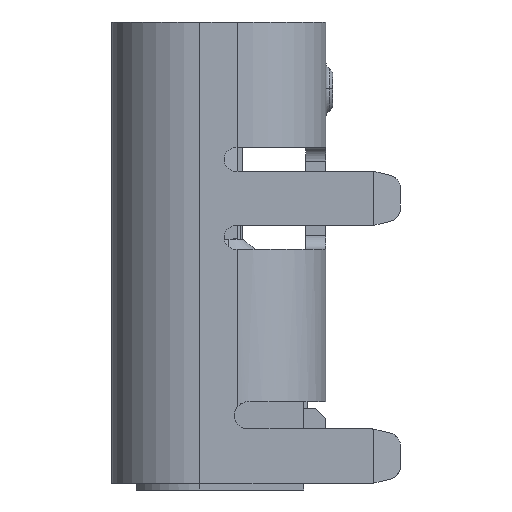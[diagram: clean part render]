
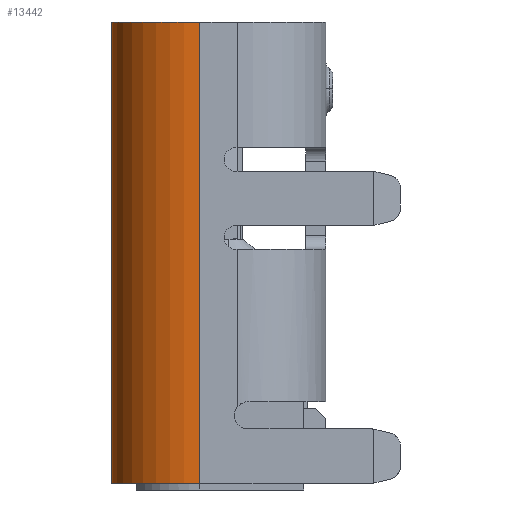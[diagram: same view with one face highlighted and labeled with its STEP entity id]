
A CAD part, left-side view. The second image highlights one B-rep face of the part: STEP entity #13442.
In plain terms, the highlighted cylindrical face has radius 1.3 mm (diameter 2.6 mm), a partial arc.
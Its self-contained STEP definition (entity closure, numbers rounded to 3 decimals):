
#343 = DIRECTION ( 'NONE',  ( 0., 1., 0. ) ) ;
#963 = CARTESIAN_POINT ( 'NONE',  ( -3.17, 0.28, 0. ) ) ;
#3230 = CARTESIAN_POINT ( 'NONE',  ( -3.17, 0.28, -6.8 ) ) ;
#4487 = AXIS2_PLACEMENT_3D ( 'NONE', #963, #14391, #7846 ) ;
#4515 = CARTESIAN_POINT ( 'NONE',  ( -3.17, 1.58, 0. ) ) ;
#6004 = LINE ( 'NONE', #26556, #22241 ) ;
#6660 = ORIENTED_EDGE ( 'NONE', *, *, #23025, .T. ) ;
#7846 = DIRECTION ( 'NONE',  ( -1., 0., 0. ) ) ;
#7878 = CIRCLE ( 'NONE', #9857, 1.3 ) ;
#7950 = ORIENTED_EDGE ( 'NONE', *, *, #21199, .F. ) ;
#8092 = VERTEX_POINT ( 'NONE', #13668 ) ;
#9012 = CYLINDRICAL_SURFACE ( 'NONE', #21193, 1.3 ) ;
#9305 = DIRECTION ( 'NONE',  ( -1., 0., 0. ) ) ;
#9549 = VERTEX_POINT ( 'NONE', #26548 ) ;
#9857 = AXIS2_PLACEMENT_3D ( 'NONE', #3230, #14355, #343 ) ;
#11523 = ORIENTED_EDGE ( 'NONE', *, *, #22689, .T. ) ;
#11727 = VERTEX_POINT ( 'NONE', #4515 ) ;
#13442 = ADVANCED_FACE ( 'NONE', ( #16454 ), #9012, .T. ) ;
#13668 = CARTESIAN_POINT ( 'NONE',  ( -4.47, 0.28, 0. ) ) ;
#13681 = CARTESIAN_POINT ( 'NONE',  ( -4.47, 0.28, 0. ) ) ;
#14355 = DIRECTION ( 'NONE',  ( 0., 0., 1. ) ) ;
#14391 = DIRECTION ( 'NONE',  ( 0., 0., -1. ) ) ;
#14971 = DIRECTION ( 'NONE',  ( 0., 0., 1. ) ) ;
#16012 = VERTEX_POINT ( 'NONE', #19396 ) ;
#16013 = CARTESIAN_POINT ( 'NONE',  ( -3.17, 0.28, 8.864 ) ) ;
#16147 = CIRCLE ( 'NONE', #4487, 1.3 ) ;
#16454 = FACE_OUTER_BOUND ( 'NONE', #22019, .T. ) ;
#16485 = EDGE_CURVE ( 'NONE', #16012, #11727, #6004, .T. ) ;
#18252 = LINE ( 'NONE', #13681, #28945 ) ;
#19396 = CARTESIAN_POINT ( 'NONE',  ( -3.17, 1.58, -6.8 ) ) ;
#21193 = AXIS2_PLACEMENT_3D ( 'NONE', #16013, #27755, #9305 ) ;
#21199 = EDGE_CURVE ( 'NONE', #8092, #9549, #18252, .T. ) ;
#22019 = EDGE_LOOP ( 'NONE', ( #7950, #11523, #29220, #6660 ) ) ;
#22241 = VECTOR ( 'NONE', #14971, 1000. ) ;
#22689 = EDGE_CURVE ( 'NONE', #8092, #11727, #16147, .T. ) ;
#22968 = DIRECTION ( 'NONE',  ( 0., 0., -1. ) ) ;
#23025 = EDGE_CURVE ( 'NONE', #16012, #9549, #7878, .T. ) ;
#26548 = CARTESIAN_POINT ( 'NONE',  ( -4.47, 0.28, -6.8 ) ) ;
#26556 = CARTESIAN_POINT ( 'NONE',  ( -3.17, 1.58, -6.8 ) ) ;
#27755 = DIRECTION ( 'NONE',  ( 0., 0., -1. ) ) ;
#28945 = VECTOR ( 'NONE', #22968, 1000. ) ;
#29220 = ORIENTED_EDGE ( 'NONE', *, *, #16485, .F. ) ;
